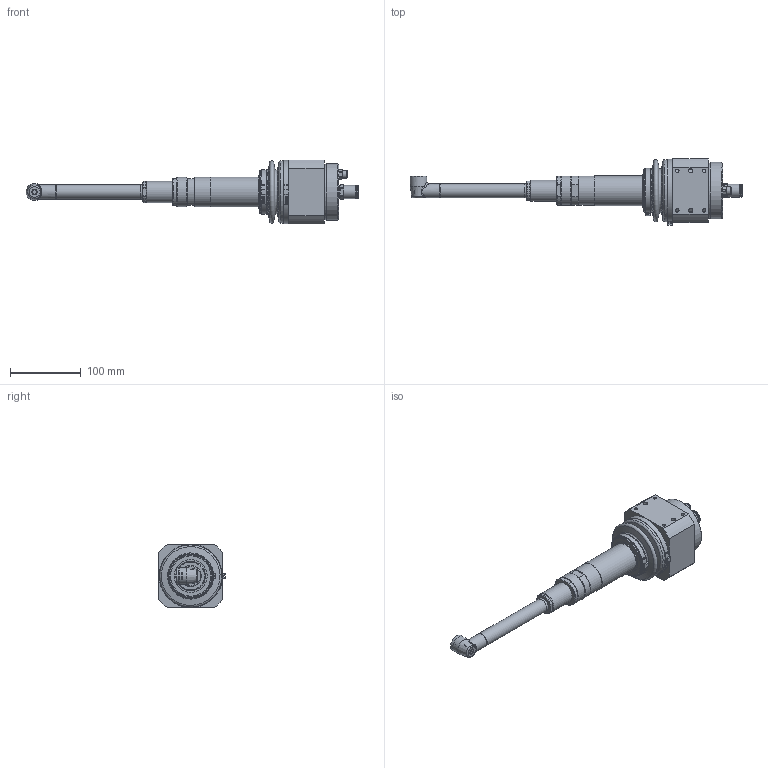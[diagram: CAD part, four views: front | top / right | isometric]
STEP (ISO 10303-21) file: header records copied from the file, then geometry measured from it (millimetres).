
FILE_DESCRIPTION(/* description */ ('RWBS 38-520'),/* implementation_level */ '2;1');
FILE_NAME(/* name */ 'RWBS 38-520_60051115.stp',/* time_stamp */ '2023-09-01T10:20:44+02:00',/* author */ ('DSteinicke'),/* organization */ (''),/* preprocessor_version */ 'ST-DEVELOPER v19.2',/* originating_system */ 'Autodesk Inventor 2024',/* authorisation */ '');
FILE_SCHEMA (('AUTOMOTIVE_DESIGN { 1 0 10303 214 3 1 1 }'));
Length unit declared in the file: millimetre
Products named in the file (1): 60051115
Bounding box: 469.55 x 93.71 x 90 mm (x, y, z)
Volume: 943297.4 mm3; surface area: 93108.1 mm2
Topology: 1 solids, 3 shells, 381 faces, 911 edges, 586 vertices
Faces by surface type: plane 157, cylinder 136, cone 65, torus 14, bspline 9
Full cylindrical faces by diameter (mm): 2.2 x2, 2.5 x1, 4.917 x4, 6 x3, 7.2 x1, 8 x1, 8.565 x1, 8.566 x1, 8.6 x1, 9.9 x1, 10.188 x1, 10.6 x1, 11 x1, 11.8 x1, 12 x2, 13.2 x1, 14 x1, 14.2 x1, 17 x1, 18 x3, 18.5 x2, 19 x1, 19.98 x1, 20 x2, 21 x1, 21.188 x1, 21.4 x1, 22.01 x1, 24 x1, 30 x1
Entity records: 12534 total; most frequent: CARTESIAN_POINT 3219, DIRECTION 1864, ORIENTED_EDGE 1810, EDGE_CURVE 905, AXIS2_PLACEMENT_3D 752, VERTEX_POINT 586, EDGE_LOOP 457, FACE_OUTER_BOUND 381
